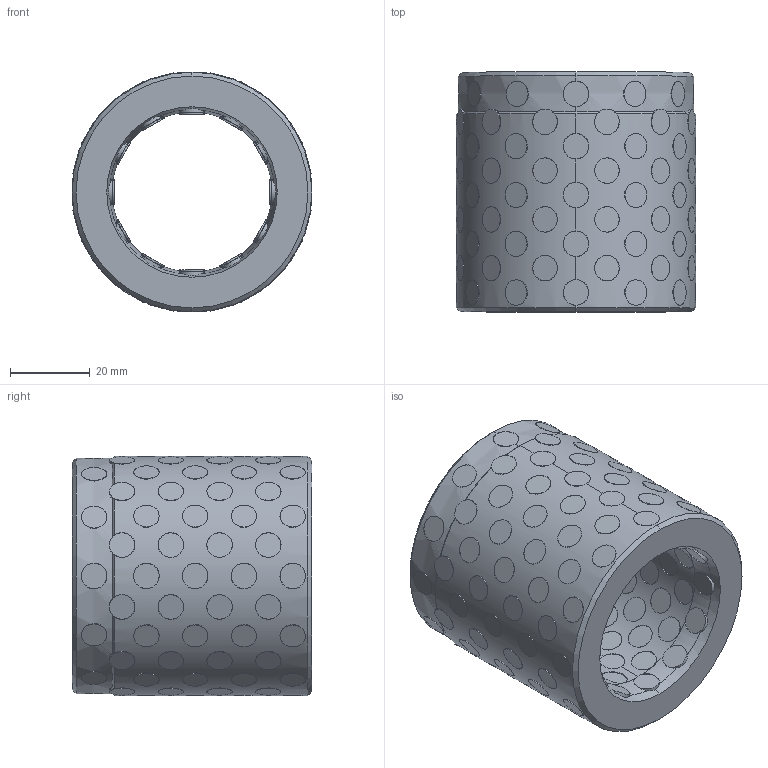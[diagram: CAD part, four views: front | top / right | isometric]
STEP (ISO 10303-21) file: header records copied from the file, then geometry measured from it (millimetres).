
FILE_DESCRIPTION (( 'STEP AP214' ), '1' );
FILE_NAME ('BBW BBF-D40-L60.STEP', '2021-10-14T03:51:36', ( '' ), ( '' ), 'SwSTEP 2.0', 'SolidWorks 2016', '' );
FILE_SCHEMA (( 'AUTOMOTIVE_DESIGN' ));
Length unit declared in the file: millimetre
Products named in the file (112): ʯī; BBW-D40-L60; BBW BBF-D40-L60
Assembly tree (109 placements, depth 2):
  ʯī
  ʯī
  ʯī
  ʯī
  ʯī
Bounding box: 60 x 60 x 60 mm (x, y, z)
Volume: 92620.7 mm3; surface area: 64377.9 mm2
Topology: 109 solids, 109 shells, 689 faces, 1563 edges, 1040 vertices
Faces by surface type: cylinder 438, plane 218, cone 19, torus 14
Entity records: 25390 total; most frequent: CARTESIAN_POINT 16083, ORIENTED_EDGE 1842, DIRECTION 1159, EDGE_CURVE 921, VERTEX_POINT 612, B_SPLINE_CURVE_WITH_KNOTS 592, AXIS2_PLACEMENT_3D 456, EDGE_LOOP 427
